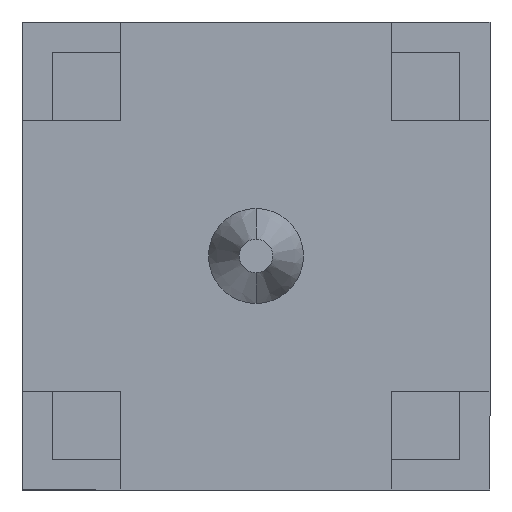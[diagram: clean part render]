
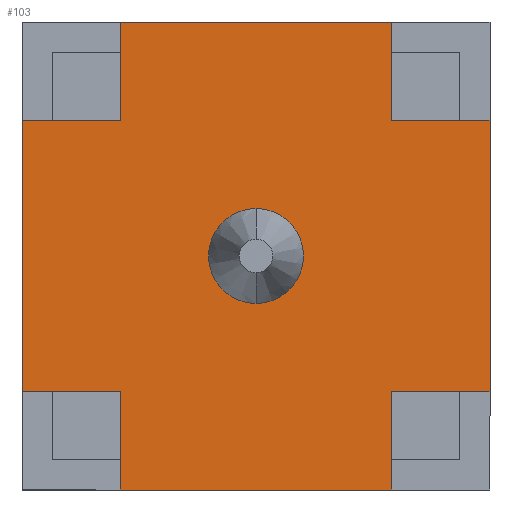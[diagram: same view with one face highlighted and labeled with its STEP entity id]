
A CAD part, front view. The second image highlights one B-rep face of the part: STEP entity #103.
In plain terms, the highlighted planar face has unit normal (0, -1, 0).
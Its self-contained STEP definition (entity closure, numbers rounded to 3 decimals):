
#3 = VECTOR ( 'NONE', #1085, 1000. ) ;
#5 = VECTOR ( 'NONE', #11, 1000. ) ;
#8 = VERTEX_POINT ( 'NONE', #1141 ) ;
#11 = DIRECTION ( 'NONE',  ( -1., 0., 0. ) ) ;
#17 = CARTESIAN_POINT ( 'NONE',  ( -1.015, -1.565, 1.75 ) ) ;
#19 = ORIENTED_EDGE ( 'NONE', *, *, #1147, .T. ) ;
#28 = DIRECTION ( 'NONE',  ( -1., 0., 0. ) ) ;
#32 = AXIS2_PLACEMENT_3D ( 'NONE', #1113, #224, #1388 ) ;
#56 = CARTESIAN_POINT ( 'NONE',  ( 1.015, -1.565, -1.015 ) ) ;
#61 = VECTOR ( 'NONE', #615, 1000. ) ;
#64 = VECTOR ( 'NONE', #618, 1000. ) ;
#79 = EDGE_CURVE ( 'NONE', #1688, #1385, #1563, .T. ) ;
#91 = VECTOR ( 'NONE', #1161, 1000. ) ;
#103 = ADVANCED_FACE ( 'NONE', ( #1319, #396 ), #534, .F. ) ;
#143 = DIRECTION ( 'NONE',  ( 0., 0., 1. ) ) ;
#157 = DIRECTION ( 'NONE',  ( 0., 1., 0. ) ) ;
#165 = LINE ( 'NONE', #675, #680 ) ;
#184 = LINE ( 'NONE', #293, #3 ) ;
#224 = DIRECTION ( 'NONE',  ( 0., 1., 0. ) ) ;
#265 = CARTESIAN_POINT ( 'NONE',  ( -1.015, -1.565, -1.015 ) ) ;
#266 = VERTEX_POINT ( 'NONE', #951 ) ;
#276 = ORIENTED_EDGE ( 'NONE', *, *, #698, .T. ) ;
#278 = EDGE_CURVE ( 'NONE', #665, #1080, #1223, .T. ) ;
#280 = LINE ( 'NONE', #809, #958 ) ;
#286 = AXIS2_PLACEMENT_3D ( 'NONE', #1294, #157, #1171 ) ;
#288 = ORIENTED_EDGE ( 'NONE', *, *, #827, .T. ) ;
#293 = CARTESIAN_POINT ( 'NONE',  ( -1.015, -1.565, -1.015 ) ) ;
#301 = EDGE_CURVE ( 'NONE', #1030, #8, #165, .T. ) ;
#340 = CIRCLE ( 'NONE', #32, 0.355 ) ;
#344 = EDGE_CURVE ( 'NONE', #1644, #665, #1667, .T. ) ;
#357 = LINE ( 'NONE', #859, #61 ) ;
#367 = VECTOR ( 'NONE', #783, 1000. ) ;
#389 = VECTOR ( 'NONE', #640, 1000. ) ;
#390 = DIRECTION ( 'NONE',  ( 0., 0., -1. ) ) ;
#392 = VECTOR ( 'NONE', #390, 1000. ) ;
#396 = FACE_OUTER_BOUND ( 'NONE', #785, .T. ) ;
#402 = CARTESIAN_POINT ( 'NONE',  ( -1.75, -1.565, 1.015 ) ) ;
#410 = ORIENTED_EDGE ( 'NONE', *, *, #1293, .T. ) ;
#436 = CARTESIAN_POINT ( 'NONE',  ( 1.75, -1.565, 1.015 ) ) ;
#487 = CARTESIAN_POINT ( 'NONE',  ( -1.75, -1.565, 1.015 ) ) ;
#504 = LINE ( 'NONE', #1555, #392 ) ;
#522 = DIRECTION ( 'NONE',  ( 0., 1., 0. ) ) ;
#525 = EDGE_CURVE ( 'Edge1', #774, #1575, #762, .T. ) ;
#530 = LINE ( 'NONE', #1455, #367 ) ;
#534 = PLANE ( 'NONE',  #286 ) ;
#578 = DIRECTION ( 'NONE',  ( 0., 0., 1. ) ) ;
#615 = DIRECTION ( 'NONE',  ( 0., 0., 1. ) ) ;
#618 = DIRECTION ( 'NONE',  ( 1., 0., 0. ) ) ;
#620 = CARTESIAN_POINT ( 'NONE',  ( -1.015, -1.565, -1.75 ) ) ;
#624 = CARTESIAN_POINT ( 'NONE',  ( 1.75, -1.565, -1.015 ) ) ;
#640 = DIRECTION ( 'NONE',  ( 0., 0., -1. ) ) ;
#653 = CARTESIAN_POINT ( 'NONE',  ( 1.015, -1.565, 1.75 ) ) ;
#665 = VERTEX_POINT ( 'NONE', #840 ) ;
#675 = CARTESIAN_POINT ( 'NONE',  ( 1.75, -1.565, 1.015 ) ) ;
#680 = VECTOR ( 'NONE', #28, 1000. ) ;
#690 = ORIENTED_EDGE ( 'NONE', *, *, #525, .T. ) ;
#698 = EDGE_CURVE ( 'NONE', #1193, #1644, #184, .T. ) ;
#710 = VECTOR ( 'NONE', #578, 1000. ) ;
#717 = VECTOR ( 'NONE', #1182, 1000. ) ;
#737 = CARTESIAN_POINT ( 'NONE',  ( 1.015, -1.565, -1.75 ) ) ;
#739 = CIRCLE ( 'NONE', #854, 0.355 ) ;
#752 = CARTESIAN_POINT ( 'NONE',  ( -1.015, -1.565, 1.015 ) ) ;
#753 = CARTESIAN_POINT ( 'NONE',  ( 0., -1.565, 0. ) ) ;
#762 = LINE ( 'NONE', #402, #389 ) ;
#768 = CARTESIAN_POINT ( 'NONE',  ( -1.015, -1.565, 1.015 ) ) ;
#774 = VERTEX_POINT ( 'NONE', #487 ) ;
#783 = DIRECTION ( 'NONE',  ( 0., 0., 1. ) ) ;
#785 = EDGE_LOOP ( 'NONE', ( #410, #1545, #979, #1418, #690, #810, #276, #1112, #1407, #880, #19, #1208 ) ) ;
#803 = CARTESIAN_POINT ( 'NONE',  ( 1.015, -1.565, -1.015 ) ) ;
#809 = CARTESIAN_POINT ( 'NONE',  ( 1.75, -1.565, -1.015 ) ) ;
#810 = ORIENTED_EDGE ( 'NONE', *, *, #877, .T. ) ;
#815 = VERTEX_POINT ( 'NONE', #624 ) ;
#827 = EDGE_CURVE ( 'Edge5', #266, #1275, #340, .T. ) ;
#840 = CARTESIAN_POINT ( 'NONE',  ( 1.015, -1.565, -1.75 ) ) ;
#854 = AXIS2_PLACEMENT_3D ( 'NONE', #753, #522, #143 ) ;
#859 = CARTESIAN_POINT ( 'NONE',  ( 1.75, -1.565, 1.015 ) ) ;
#877 = EDGE_CURVE ( 'NONE', #1575, #1193, #899, .T. ) ;
#880 = ORIENTED_EDGE ( 'NONE', *, *, #1025, .T. ) ;
#899 = LINE ( 'NONE', #265, #91 ) ;
#901 = EDGE_CURVE ( 'Edge5', #1275, #266, #739, .T. ) ;
#950 = EDGE_CURVE ( 'NONE', #1579, #774, #1178, .T. ) ;
#951 = CARTESIAN_POINT ( 'NONE',  ( 0., -1.565, -0.355 ) ) ;
#958 = VECTOR ( 'NONE', #1329, 1000. ) ;
#971 = EDGE_CURVE ( 'NONE', #1385, #1579, #504, .T. ) ;
#979 = ORIENTED_EDGE ( 'NONE', *, *, #971, .T. ) ;
#1025 = EDGE_CURVE ( 'NONE', #1080, #815, #280, .T. ) ;
#1030 = VERTEX_POINT ( 'NONE', #436 ) ;
#1080 = VERTEX_POINT ( 'NONE', #803 ) ;
#1085 = DIRECTION ( 'NONE',  ( 0., 0., -1. ) ) ;
#1112 = ORIENTED_EDGE ( 'NONE', *, *, #344, .T. ) ;
#1113 = CARTESIAN_POINT ( 'NONE',  ( 0., -1.565, 0. ) ) ;
#1141 = CARTESIAN_POINT ( 'NONE',  ( 1.015, -1.565, 1.015 ) ) ;
#1147 = EDGE_CURVE ( 'NONE', #815, #1030, #357, .T. ) ;
#1161 = DIRECTION ( 'NONE',  ( 1., 0., 0. ) ) ;
#1171 = DIRECTION ( 'NONE',  ( 0., 0., 1. ) ) ;
#1178 = LINE ( 'NONE', #768, #5 ) ;
#1182 = DIRECTION ( 'NONE',  ( -1., 0., 0. ) ) ;
#1193 = VERTEX_POINT ( 'NONE', #1357 ) ;
#1208 = ORIENTED_EDGE ( 'NONE', *, *, #301, .T. ) ;
#1209 = EDGE_LOOP ( 'NONE', ( #1414, #288 ) ) ;
#1223 = LINE ( 'NONE', #56, #710 ) ;
#1275 = VERTEX_POINT ( 'NONE', #1361 ) ;
#1293 = EDGE_CURVE ( 'Edge21', #8, #1688, #530, .T. ) ;
#1294 = CARTESIAN_POINT ( 'NONE',  ( 1.015, -1.565, -1.015 ) ) ;
#1319 = FACE_BOUND ( 'NONE', #1209, .T. ) ;
#1329 = DIRECTION ( 'NONE',  ( 1., 0., 0. ) ) ;
#1357 = CARTESIAN_POINT ( 'NONE',  ( -1.015, -1.565, -1.015 ) ) ;
#1361 = CARTESIAN_POINT ( 'NONE',  ( 0., -1.565, 0.355 ) ) ;
#1385 = VERTEX_POINT ( 'NONE', #17 ) ;
#1388 = DIRECTION ( 'NONE',  ( 0., 0., 1. ) ) ;
#1391 = CARTESIAN_POINT ( 'NONE',  ( -1.75, -1.565, -1.015 ) ) ;
#1407 = ORIENTED_EDGE ( 'NONE', *, *, #278, .T. ) ;
#1414 = ORIENTED_EDGE ( 'NONE', *, *, #901, .T. ) ;
#1418 = ORIENTED_EDGE ( 'NONE', *, *, #950, .T. ) ;
#1455 = CARTESIAN_POINT ( 'NONE',  ( 1.015, -1.565, 1.75 ) ) ;
#1545 = ORIENTED_EDGE ( 'NONE', *, *, #79, .T. ) ;
#1555 = CARTESIAN_POINT ( 'NONE',  ( -1.015, -1.565, 1.75 ) ) ;
#1563 = LINE ( 'NONE', #1578, #717 ) ;
#1575 = VERTEX_POINT ( 'NONE', #1391 ) ;
#1578 = CARTESIAN_POINT ( 'NONE',  ( 1.015, -1.565, 1.75 ) ) ;
#1579 = VERTEX_POINT ( 'NONE', #752 ) ;
#1644 = VERTEX_POINT ( 'NONE', #620 ) ;
#1667 = LINE ( 'NONE', #737, #64 ) ;
#1688 = VERTEX_POINT ( 'NONE', #653 ) ;
